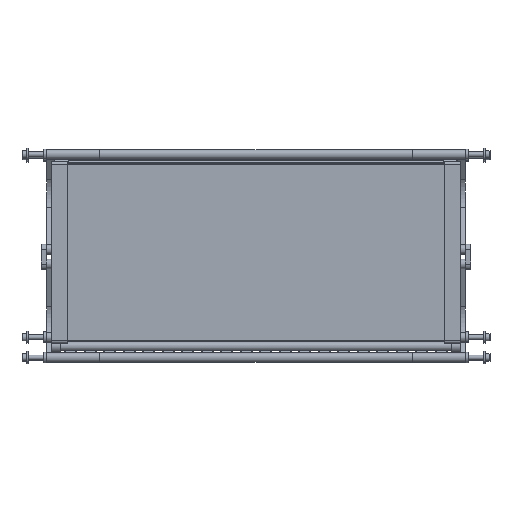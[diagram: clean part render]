
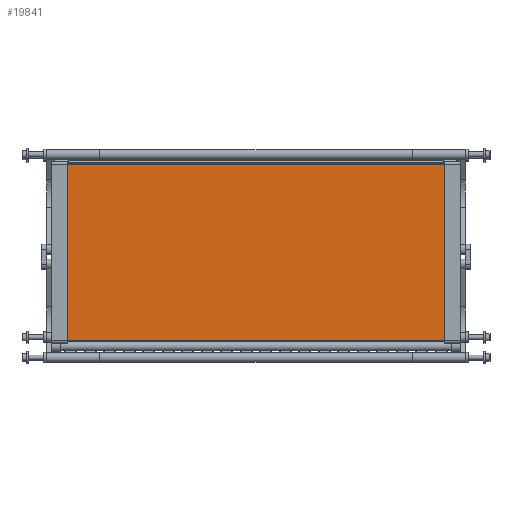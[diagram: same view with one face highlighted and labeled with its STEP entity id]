
A CAD part, front view. The second image highlights one B-rep face of the part: STEP entity #19841.
In plain terms, the highlighted planar face has unit normal (0, -1, 0).
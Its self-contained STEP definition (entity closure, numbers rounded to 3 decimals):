
#1620=FACE_OUTER_BOUND('',#2663,.T.);
#2663=EDGE_LOOP('',(#13255,#13256,#13257,#13258));
#3782=LINE('',#29117,#5951);
#3788=LINE('',#29136,#5957);
#3823=LINE('',#29230,#5992);
#3824=LINE('',#29232,#5993);
#5951=VECTOR('',#23037,10.);
#5957=VECTOR('',#23053,10.);
#5992=VECTOR('',#23154,10.);
#5993=VECTOR('',#23157,10.);
#8124=VERTEX_POINT('',#29114);
#8125=VERTEX_POINT('',#29116);
#8132=VERTEX_POINT('',#29133);
#8133=VERTEX_POINT('',#29135);
#10087=EDGE_CURVE('',#8125,#8124,#3782,.T.);
#10096=EDGE_CURVE('',#8132,#8133,#3788,.T.);
#10144=EDGE_CURVE('',#8124,#8133,#3823,.T.);
#10145=EDGE_CURVE('',#8125,#8132,#3824,.T.);
#13255=ORIENTED_EDGE('',*,*,#10144,.T.);
#13256=ORIENTED_EDGE('',*,*,#10096,.F.);
#13257=ORIENTED_EDGE('',*,*,#10145,.F.);
#13258=ORIENTED_EDGE('',*,*,#10087,.T.);
#19258=PLANE('',#21104);
#19841=ADVANCED_FACE('',(#1620),#19258,.T.);
#21104=AXIS2_PLACEMENT_3D('',#29231,#23155,#23156);
#23037=DIRECTION('',(0.,0.,-1.));
#23053=DIRECTION('',(0.,0.,-1.));
#23154=DIRECTION('',(1.,0.,0.));
#23155=DIRECTION('center_axis',(0.,-1.,0.));
#23156=DIRECTION('ref_axis',(0.,0.,-1.));
#23157=DIRECTION('',(1.,0.,0.));
#29114=CARTESIAN_POINT('',(-252.,-7.,-108.7));
#29116=CARTESIAN_POINT('',(-252.,-7.,108.7));
#29117=CARTESIAN_POINT('',(-252.,-7.,108.7));
#29133=CARTESIAN_POINT('',(252.,-7.,108.7));
#29135=CARTESIAN_POINT('',(252.,-7.,-108.7));
#29136=CARTESIAN_POINT('',(252.,-7.,108.7));
#29230=CARTESIAN_POINT('',(0.,-7.,-108.7));
#29231=CARTESIAN_POINT('Origin',(0.,-7.,108.7));
#29232=CARTESIAN_POINT('',(0.,-7.,108.7));
